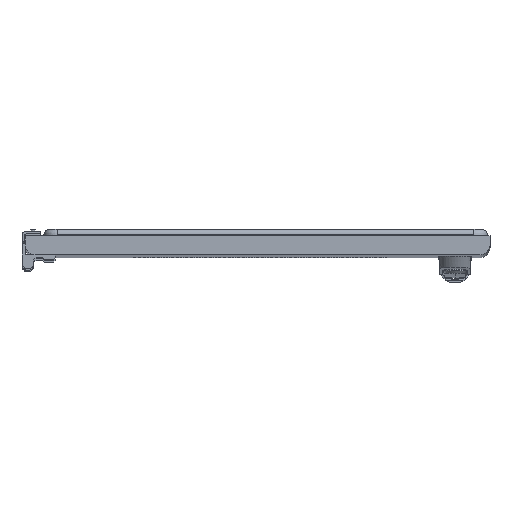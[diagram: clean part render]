
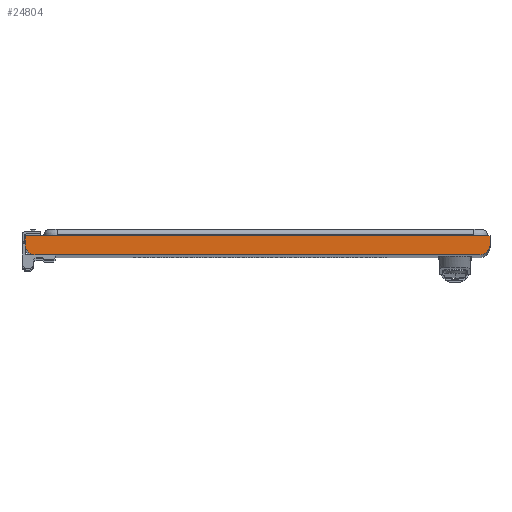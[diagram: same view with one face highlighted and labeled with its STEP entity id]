
A CAD part, top view. The second image highlights one B-rep face of the part: STEP entity #24804.
In plain terms, the highlighted planar face has unit normal (0, 0, 1).
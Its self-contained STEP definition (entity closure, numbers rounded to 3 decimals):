
#12106=VERTEX_POINT('',#30449);
#13306=EDGE_CURVE('',#14424,#22902,#31735,.T.);
#14424=VERTEX_POINT('',#33269);
#14748=EDGE_CURVE('',#20700,#14424,#33621,.T.);
#15724=EDGE_CURVE('',#17434,#12106,#34685,.T.);
#17434=VERTEX_POINT('',#36554);
#17704=EDGE_CURVE('',#22902,#17434,#36839,.T.);
#18394=EDGE_CURVE('',#12106,#22038,#37585,.T.);
#20700=VERTEX_POINT('',#40094);
#21814=EDGE_CURVE('',#22038,#20700,#41623,.T.);
#22038=VERTEX_POINT('',#41867);
#22902=VERTEX_POINT('',#42802);
#24804=ADVANCED_FACE('',(#44863),#44864,.F.);
#30449=CARTESIAN_POINT('',(235.0,0.,937.0));
#31735=LINE('',#54708,#54709);
#33269=CARTESIAN_POINT('',(-246.0,20.0,937.0));
#33621=LINE('',#57361,#57362);
#34685=CIRCLE('',#58909,11.0);
#36554=CARTESIAN_POINT('',(246.0,11.0,937.0));
#36839=LINE('',#62181,#62182);
#37585=LINE('',#63412,#63413);
#40094=CARTESIAN_POINT('',(-246.0,11.0,937.0));
#41623=CIRCLE('',#69269,11.0);
#41867=CARTESIAN_POINT('',(-235.0,0.0,937.0));
#42802=CARTESIAN_POINT('',(246.0,20.0,937.0));
#44863=FACE_OUTER_BOUND('',#74150,.T.);
#44864=PLANE('',#74151);
#54708=CARTESIAN_POINT('',(-246.0,20.0,937.0));
#54709=VECTOR('',#82007,1.0);
#57361=CARTESIAN_POINT('',(-246.0,11.0,937.0));
#57362=VECTOR('',#84671,1.0);
#58909=AXIS2_PLACEMENT_3D('',#85641,#85642,#85643);
#62181=CARTESIAN_POINT('',(246.0,20.0,937.0));
#62182=VECTOR('',#87547,1.0);
#63412=CARTESIAN_POINT('',(235.0,0.0,937.0));
#63413=VECTOR('',#88166,1.0);
#69269=AXIS2_PLACEMENT_3D('',#92774,#92775,#92776);
#74150=EDGE_LOOP('',(#95596,#95597,#95598,#95599,#95600,#95601));
#74151=AXIS2_PLACEMENT_3D('',#95602,#95603,#95604);
#82007=DIRECTION('',(1.0,0.0,0.0));
#84671=DIRECTION('',(0.0,1.0,0.0));
#85641=CARTESIAN_POINT('',(235.0,11.0,937.0));
#85642=DIRECTION('',(0.0,0.0,-1.0));
#85643=DIRECTION('',(1.0,0.,0.0));
#87547=DIRECTION('',(0.0,-1.0,0.0));
#88166=DIRECTION('',(-1.0,0.0,0.0));
#92774=CARTESIAN_POINT('',(-235.0,11.0,937.0));
#92775=DIRECTION('',(-0.0,0.0,-1.0));
#92776=DIRECTION('',(0.,-1.0,0.0));
#95596=ORIENTED_EDGE('',*,*,#21814,.F.);
#95597=ORIENTED_EDGE('',*,*,#18394,.F.);
#95598=ORIENTED_EDGE('',*,*,#15724,.F.);
#95599=ORIENTED_EDGE('',*,*,#17704,.F.);
#95600=ORIENTED_EDGE('',*,*,#13306,.F.);
#95601=ORIENTED_EDGE('',*,*,#14748,.F.);
#95602=CARTESIAN_POINT('',(0.,10.115,937.0));
#95603=DIRECTION('',(0.0,0.0,-1.0));
#95604=DIRECTION('',(1.0,0.0,0.0));
